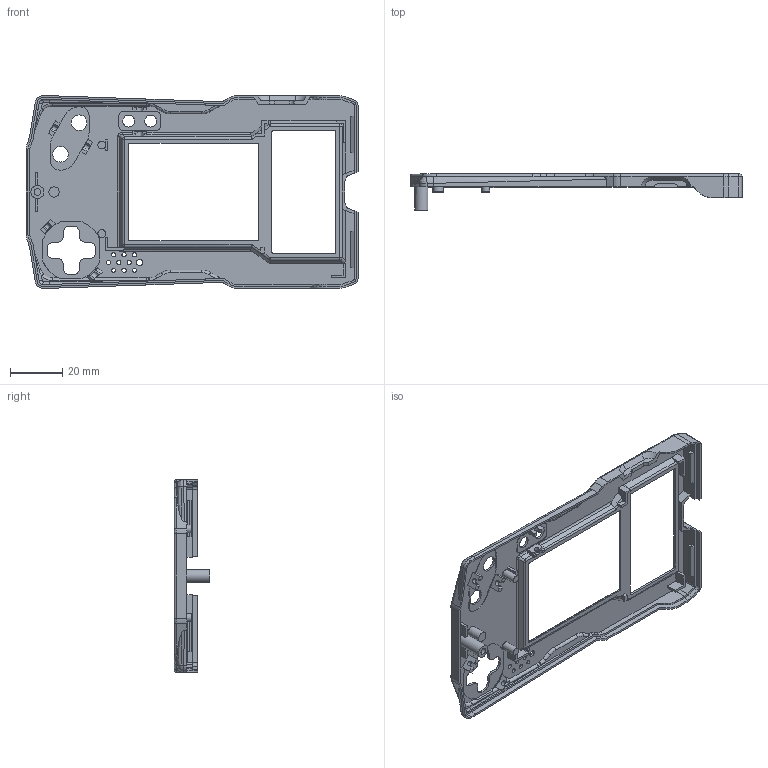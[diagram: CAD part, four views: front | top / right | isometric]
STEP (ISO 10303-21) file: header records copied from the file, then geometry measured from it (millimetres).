
FILE_DESCRIPTION(/* description */ (''),/* implementation_level */ '2;1');
FILE_NAME(/* name */ 'uCrit Air-kawaii mecha case-DVS-top-v26.step',/* time_stamp */ '2025-06-23T11:10:08-06:00',/* author */ (''),/* organization */ (''),/* preprocessor_version */ 'ST-DEVELOPER v20.1',/* originating_system */ 'Autodesk Translation Framework v14.10.0.0',/* authorisation */ '');
FILE_SCHEMA (('AUTOMOTIVE_DESIGN { 1 0 10303 214 3 1 1 }'));
Length unit declared in the file: millimetre
Products named in the file (1): uCrit Air-kawaii mecha case-DVS-top
Bounding box: 127.5 x 13.8 x 74 mm (x, y, z)
Volume: 8878.2 mm3; surface area: 19213.6 mm2
Topology: 3 solids, 3 shells, 701 faces, 1915 edges, 1231 vertices
Faces by surface type: plane 357, cylinder 179, bspline 123, torus 22, cone 12, sphere 8
Full cylindrical faces by diameter (mm): 1.6 x9, 2.4 x1, 2.5 x1, 3 x2, 4 x1, 4.6 x2, 5 x1, 6 x2
Entity records: 25798 total; most frequent: CARTESIAN_POINT 8334, ORIENTED_EDGE 3826, DIRECTION 3394, EDGE_CURVE 1913, VERTEX_POINT 1231, LINE 1164, VECTOR 1164, AXIS2_PLACEMENT_3D 1115
